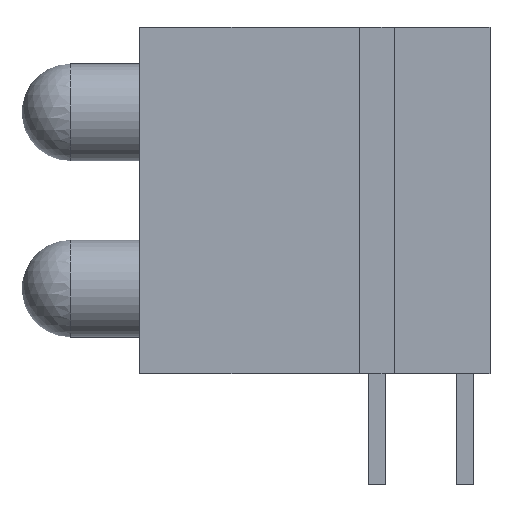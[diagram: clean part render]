
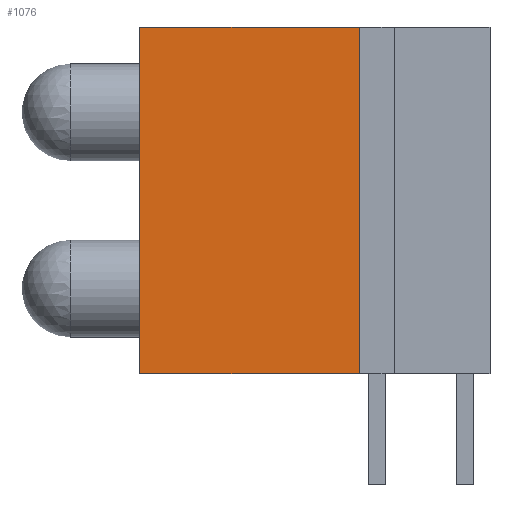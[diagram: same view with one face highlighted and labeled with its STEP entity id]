
A CAD part, front view. The second image highlights one B-rep face of the part: STEP entity #1076.
In plain terms, the highlighted planar face has unit normal (0, -1, 0).
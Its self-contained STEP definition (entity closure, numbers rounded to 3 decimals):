
#901=CARTESIAN_POINT('',(-0.5,-2.475,0.0));
#902=VERTEX_POINT('',#901);
#909=CARTESIAN_POINT('',(-6.84,-2.475,0.0));
#910=VERTEX_POINT('',#909);
#911=CARTESIAN_POINT('',(-6.84,-2.475,0.0));
#912=DIRECTION('',(1.0,0.0,0.0));
#913=VECTOR('',#912,6.34);
#914=LINE('',#911,#913);
#915=EDGE_CURVE('',#910,#902,#914,.T.);
#1034=CARTESIAN_POINT('',(-0.5,-2.475,10.0));
#1035=VERTEX_POINT('',#1034);
#1042=CARTESIAN_POINT('',(-0.5,-2.475,0.0));
#1043=DIRECTION('',(0.0,0.0,1.0));
#1044=VECTOR('',#1043,10.0);
#1045=LINE('',#1042,#1044);
#1046=EDGE_CURVE('',#902,#1035,#1045,.T.);
#1053=CARTESIAN_POINT('',(-0.5,-2.475,0.0));
#1054=DIRECTION('',(0.0,-1.0,0.0));
#1055=DIRECTION('',(0.0,0.0,-1.0));
#1056=AXIS2_PLACEMENT_3D('',#1053,#1054,#1055);
#1057=PLANE('',#1056);
#1058=CARTESIAN_POINT('',(-6.84,-2.475,10.0));
#1059=VERTEX_POINT('',#1058);
#1060=CARTESIAN_POINT('',(-0.5,-2.475,10.0));
#1061=DIRECTION('',(-1.0,0.0,0.0));
#1062=VECTOR('',#1061,6.34);
#1063=LINE('',#1060,#1062);
#1064=EDGE_CURVE('',#1035,#1059,#1063,.T.);
#1065=ORIENTED_EDGE('',*,*,#1064,.T.);
#1066=CARTESIAN_POINT('',(-6.84,-2.475,0.0));
#1067=DIRECTION('',(0.0,0.0,1.0));
#1068=VECTOR('',#1067,10.0);
#1069=LINE('',#1066,#1068);
#1070=EDGE_CURVE('',#910,#1059,#1069,.T.);
#1071=ORIENTED_EDGE('',*,*,#1070,.F.);
#1072=ORIENTED_EDGE('',*,*,#915,.T.);
#1073=ORIENTED_EDGE('',*,*,#1046,.T.);
#1074=EDGE_LOOP('',(#1065,#1071,#1072,#1073));
#1075=FACE_OUTER_BOUND('',#1074,.T.);
#1076=ADVANCED_FACE('',(#1075),#1057,.T.);
